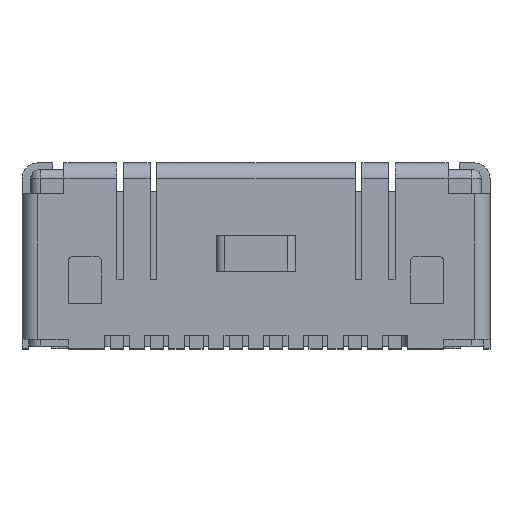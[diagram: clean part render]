
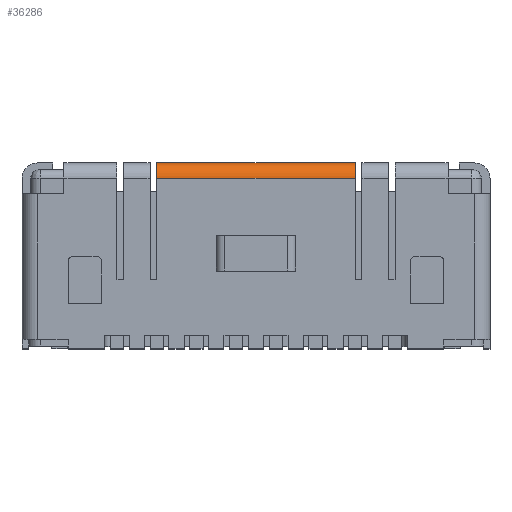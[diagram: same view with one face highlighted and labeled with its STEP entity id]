
A CAD part, top view. The second image highlights one B-rep face of the part: STEP entity #36286.
In plain terms, the highlighted cylindrical face has radius 0.35 mm (diameter 0.7 mm), a partial arc.
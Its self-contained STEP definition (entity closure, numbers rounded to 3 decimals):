
#6557 = VERTEX_POINT('',#6558);
#6558 = CARTESIAN_POINT('',(-2.25,1.75,5.3));
#6564 = EDGE_CURVE('',#6557,#6565,#6567,.T.);
#6565 = VERTEX_POINT('',#6566);
#6566 = CARTESIAN_POINT('',(-2.25,2.1,4.95));
#6567 = CIRCLE('',#6568,0.35);
#6568 = AXIS2_PLACEMENT_3D('',#6569,#6570,#6571);
#6569 = CARTESIAN_POINT('',(-2.25,1.75,4.95));
#6570 = DIRECTION('',(-1.,0.,0.));
#6571 = DIRECTION('',(0.,0.,1.));
#6772 = VERTEX_POINT('',#6773);
#6773 = CARTESIAN_POINT('',(2.25,2.1,4.95));
#6779 = EDGE_CURVE('',#6780,#6772,#6782,.T.);
#6780 = VERTEX_POINT('',#6781);
#6781 = CARTESIAN_POINT('',(2.25,1.75,5.3));
#6782 = CIRCLE('',#6783,0.35);
#6783 = AXIS2_PLACEMENT_3D('',#6784,#6785,#6786);
#6784 = CARTESIAN_POINT('',(2.25,1.75,4.95));
#6785 = DIRECTION('',(-1.,0.,0.));
#6786 = DIRECTION('',(0.,0.,1.));
#10750 = EDGE_CURVE('',#6557,#6780,#10751,.T.);
#10751 = LINE('',#10752,#10753);
#10752 = CARTESIAN_POINT('',(-2.25,1.75,5.3));
#10753 = VECTOR('',#10754,1.);
#10754 = DIRECTION('',(1.,0.,0.));
#36286 = ADVANCED_FACE('',(#36287),#36298,.T.);
#36287 = FACE_BOUND('',#36288,.T.);
#36288 = EDGE_LOOP('',(#36289,#36290,#36291,#36297));
#36289 = ORIENTED_EDGE('',*,*,#10750,.T.);
#36290 = ORIENTED_EDGE('',*,*,#6779,.T.);
#36291 = ORIENTED_EDGE('',*,*,#36292,.F.);
#36292 = EDGE_CURVE('',#6565,#6772,#36293,.T.);
#36293 = LINE('',#36294,#36295);
#36294 = CARTESIAN_POINT('',(-2.25,2.1,4.95));
#36295 = VECTOR('',#36296,1.);
#36296 = DIRECTION('',(1.,0.,0.));
#36297 = ORIENTED_EDGE('',*,*,#6564,.F.);
#36298 = CYLINDRICAL_SURFACE('',#36299,0.35);
#36299 = AXIS2_PLACEMENT_3D('',#36300,#36301,#36302);
#36300 = CARTESIAN_POINT('',(-2.25,1.75,4.95));
#36301 = DIRECTION('',(1.,-0.,0.));
#36302 = DIRECTION('',(0.,0.,1.));
